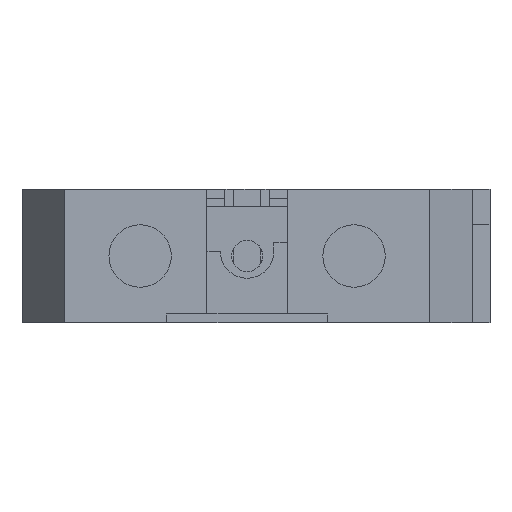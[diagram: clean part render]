
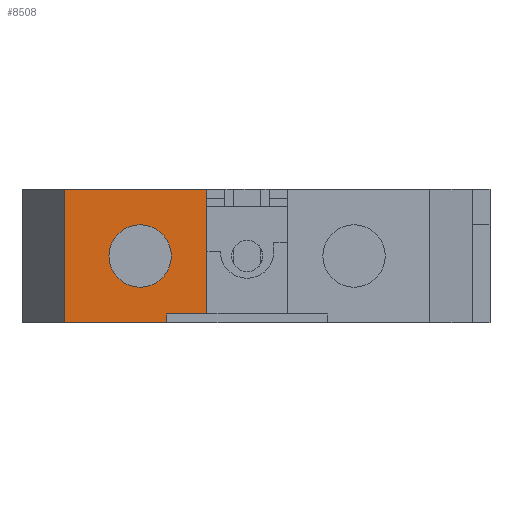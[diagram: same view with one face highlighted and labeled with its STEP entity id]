
A CAD part, left-side view. The second image highlights one B-rep face of the part: STEP entity #8508.
In plain terms, the highlighted planar face has unit normal (-1, 0, 0).
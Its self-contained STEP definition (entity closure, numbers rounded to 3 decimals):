
#10 = DIRECTION ( 'NONE',  ( 0., -1., 0. ) ) ;
#173 = CARTESIAN_POINT ( 'NONE',  ( 0., 20.5, 15. ) ) ;
#1305 = VERTEX_POINT ( 'NONE', #16611 ) ;
#1529 = DIRECTION ( 'NONE',  ( 0., 0., -1. ) ) ;
#1777 = CARTESIAN_POINT ( 'NONE',  ( 0., 0., 15. ) ) ;
#1983 = DIRECTION ( 'NONE',  ( 0., -1., 0. ) ) ;
#2059 = VERTEX_POINT ( 'NONE', #12411 ) ;
#2185 = CARTESIAN_POINT ( 'NONE',  ( 0., 4.5, 1. ) ) ;
#2368 = EDGE_CURVE ( 'NONE', #11433, #4861, #3497, .T. ) ;
#2590 = EDGE_CURVE ( 'NONE', #11931, #2813, #4453, .T. ) ;
#2813 = VERTEX_POINT ( 'NONE', #10511 ) ;
#2971 = VECTOR ( 'NONE', #1983, 1000. ) ;
#3127 = EDGE_CURVE ( 'NONE', #1305, #2059, #7009, .T. ) ;
#3151 = DIRECTION ( 'NONE',  ( 0., 1., 0. ) ) ;
#3353 = ORIENTED_EDGE ( 'NONE', *, *, #7183, .T. ) ;
#3497 = LINE ( 'NONE', #13213, #3616 ) ;
#3616 = VECTOR ( 'NONE', #13105, 1000. ) ;
#4397 = EDGE_CURVE ( 'NONE', #15409, #11433, #13306, .T. ) ;
#4453 = CIRCLE ( 'NONE', #14019, 3.5 ) ;
#4634 = EDGE_LOOP ( 'NONE', ( #10671, #12808 ) ) ;
#4829 = CARTESIAN_POINT ( 'NONE',  ( 0., 12., 7.5 ) ) ;
#4846 = DIRECTION ( 'NONE',  ( 0., 1., 0. ) ) ;
#4861 = VERTEX_POINT ( 'NONE', #13529 ) ;
#5425 = CARTESIAN_POINT ( 'NONE',  ( 0., 0., 15. ) ) ;
#5464 = ORIENTED_EDGE ( 'NONE', *, *, #16898, .T. ) ;
#6168 = VERTEX_POINT ( 'NONE', #6954 ) ;
#6181 = DIRECTION ( 'NONE',  ( 0., 0., 1. ) ) ;
#6554 = LINE ( 'NONE', #11421, #2971 ) ;
#6818 = ORIENTED_EDGE ( 'NONE', *, *, #3127, .F. ) ;
#6954 = CARTESIAN_POINT ( 'NONE',  ( 0., 20.5, 0. ) ) ;
#7005 = VECTOR ( 'NONE', #14950, 1000. ) ;
#7009 = LINE ( 'NONE', #11039, #7005 ) ;
#7183 = EDGE_CURVE ( 'NONE', #6168, #2059, #6554, .T. ) ;
#7227 = EDGE_CURVE ( 'NONE', #2813, #11931, #14896, .T. ) ;
#7362 = FACE_OUTER_BOUND ( 'NONE', #13322, .T. ) ;
#7666 = FACE_BOUND ( 'NONE', #4634, .T. ) ;
#7948 = ORIENTED_EDGE ( 'NONE', *, *, #12046, .F. ) ;
#8014 = CARTESIAN_POINT ( 'NONE',  ( 0., 20.5, 15. ) ) ;
#8508 = ADVANCED_FACE ( 'NONE', ( #7666, #7362 ), #13822, .F. ) ;
#9706 = LINE ( 'NONE', #173, #9775 ) ;
#9775 = VECTOR ( 'NONE', #1529, 1000. ) ;
#10511 = CARTESIAN_POINT ( 'NONE',  ( 0., 12., 4. ) ) ;
#10671 = ORIENTED_EDGE ( 'NONE', *, *, #2590, .F. ) ;
#11039 = CARTESIAN_POINT ( 'NONE',  ( 0., 9., 1. ) ) ;
#11214 = DIRECTION ( 'NONE',  ( 1., 0., 0. ) ) ;
#11239 = ORIENTED_EDGE ( 'NONE', *, *, #4397, .F. ) ;
#11379 = CARTESIAN_POINT ( 'NONE',  ( 0., 12., 11. ) ) ;
#11421 = CARTESIAN_POINT ( 'NONE',  ( 0., 0., 0. ) ) ;
#11433 = VERTEX_POINT ( 'NONE', #14159 ) ;
#11931 = VERTEX_POINT ( 'NONE', #11379 ) ;
#12046 = EDGE_CURVE ( 'NONE', #4861, #1305, #14897, .T. ) ;
#12138 = DIRECTION ( 'NONE',  ( 0., 0., 1. ) ) ;
#12411 = CARTESIAN_POINT ( 'NONE',  ( 0., 9., 0. ) ) ;
#12591 = DIRECTION ( 'NONE',  ( -1., 0., 0. ) ) ;
#12790 = CARTESIAN_POINT ( 'NONE',  ( 0., 12., 7.5 ) ) ;
#12808 = ORIENTED_EDGE ( 'NONE', *, *, #7227, .F. ) ;
#13105 = DIRECTION ( 'NONE',  ( 0., 0., -1. ) ) ;
#13213 = CARTESIAN_POINT ( 'NONE',  ( 0., 4.5, 0. ) ) ;
#13306 = LINE ( 'NONE', #5425, #13432 ) ;
#13322 = EDGE_LOOP ( 'NONE', ( #3353, #6818, #7948, #17131, #11239, #5464 ) ) ;
#13432 = VECTOR ( 'NONE', #10, 1000. ) ;
#13529 = CARTESIAN_POINT ( 'NONE',  ( 0., 4.5, 1. ) ) ;
#13653 = VECTOR ( 'NONE', #4846, 1000. ) ;
#13822 = PLANE ( 'NONE',  #15437 ) ;
#14019 = AXIS2_PLACEMENT_3D ( 'NONE', #12790, #12591, #12138 ) ;
#14159 = CARTESIAN_POINT ( 'NONE',  ( 0., 4.5, 15. ) ) ;
#14186 = DIRECTION ( 'NONE',  ( -1., 0., 0. ) ) ;
#14896 = CIRCLE ( 'NONE', #16711, 3.5 ) ;
#14897 = LINE ( 'NONE', #2185, #13653 ) ;
#14950 = DIRECTION ( 'NONE',  ( 0., 0., -1. ) ) ;
#15409 = VERTEX_POINT ( 'NONE', #8014 ) ;
#15437 = AXIS2_PLACEMENT_3D ( 'NONE', #1777, #11214, #3151 ) ;
#16611 = CARTESIAN_POINT ( 'NONE',  ( 0., 9., 1. ) ) ;
#16711 = AXIS2_PLACEMENT_3D ( 'NONE', #4829, #14186, #6181 ) ;
#16898 = EDGE_CURVE ( 'NONE', #15409, #6168, #9706, .T. ) ;
#17131 = ORIENTED_EDGE ( 'NONE', *, *, #2368, .F. ) ;
